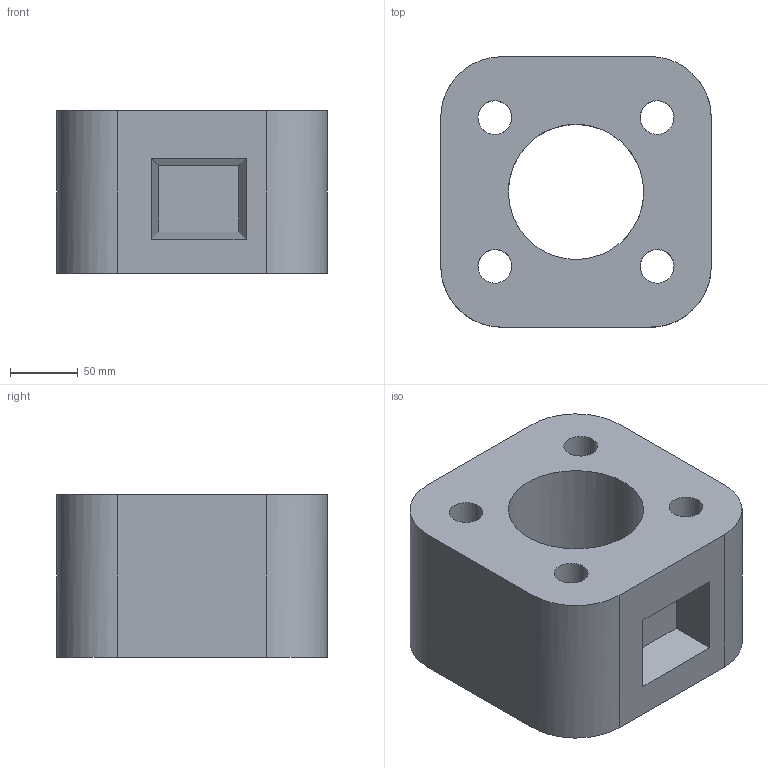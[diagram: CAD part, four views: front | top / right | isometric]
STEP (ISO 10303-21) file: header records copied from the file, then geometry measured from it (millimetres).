
FILE_DESCRIPTION((''),'2;1');
FILE_NAME( 'eng_block.stp', '2000-08-23T10:57:21',('User'),('SDRC'),'I-DEAS Master Series 8','UNIX', 'Yes');
FILE_SCHEMA(('CONFIG_CONTROL_DESIGN'));
Length unit declared in the file: millimetre
Bounding box: 200 x 200 x 120 mm (x, y, z)
Volume: 3190971.2 mm3; surface area: 231242.2 mm2
Topology: 1 solids, 1 shells, 25 faces, 63 edges, 42 vertices
Faces by surface type: bspline 25
Entity records: 874 total; most frequent: CARTESIAN_POINT 384, ORIENTED_EDGE 126, EDGE_CURVE 63, VERTEX_POINT 42, EDGE_LOOP 37, QUASI_UNIFORM_CURVE 25, FACE_OUTER_BOUND 25, ADVANCED_FACE 25
